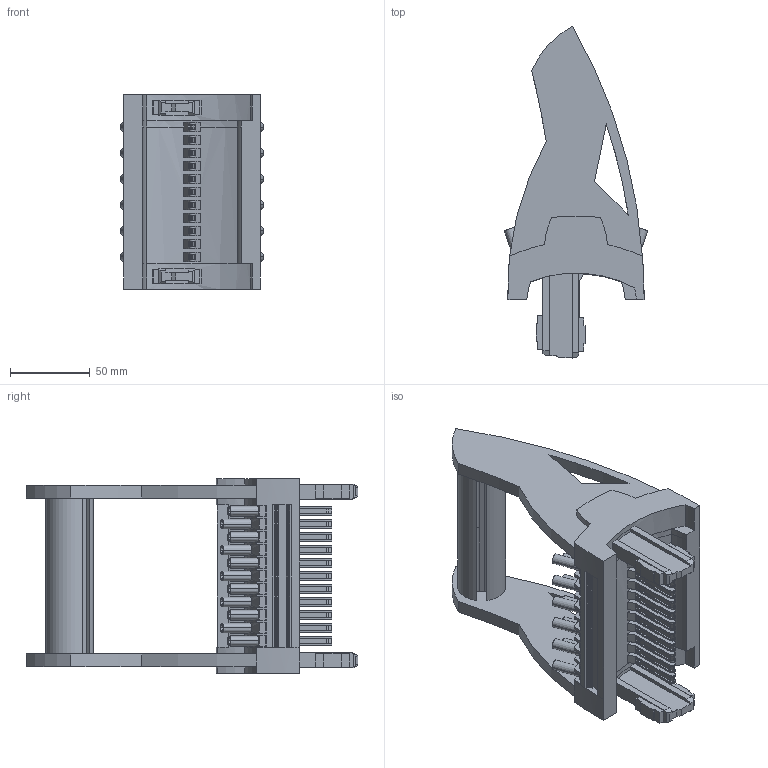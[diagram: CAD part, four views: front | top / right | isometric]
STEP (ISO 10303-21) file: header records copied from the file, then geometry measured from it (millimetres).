
FILE_DESCRIPTION(('SolidDesigner STEP Export'),'2;1');
FILE_NAME('3069963_FTP_3_11S-select.stp','2016-03-15T 9:38:32',(''),(''),'Creo Elements/Direct Modeling STEP processor for AP214 (Solid Model)','Creo Elements/Direct Modeling 18.1 06-May-2012 (C) Parametric Technology GmbH','');
FILE_SCHEMA(('AUTOMOTIVE_DESIGN { 1 0 10303 214 1 1 1 1 }'));
Length unit declared in the file: millimetre
Products named in the file (2): 3069963_FTP_3_11S-select
Assembly tree (1 placements, depth 2):
  3069963_FTP_3_11S-select
    3069963_FTP_3_11S-select
Bounding box: 89.89 x 208.03 x 122.25 mm (x, y, z)
Volume: 460928.9 mm3; surface area: 122551.6 mm2
Topology: 1 solids, 1 shells, 1055 faces, 3105 edges, 2112 vertices
Faces by surface type: plane 744, cylinder 265, cone 44, extrusion 2
Entity records: 44608 total; most frequent: CARTESIAN_POINT 8796, ORIENTED_EDGE 6210, DIRECTION 5251, EDGE_CURVE 3105, VERTEX_POINT 2112, VECTOR 2029, LINE 2027, AXIS2_PLACEMENT_3D 1611
